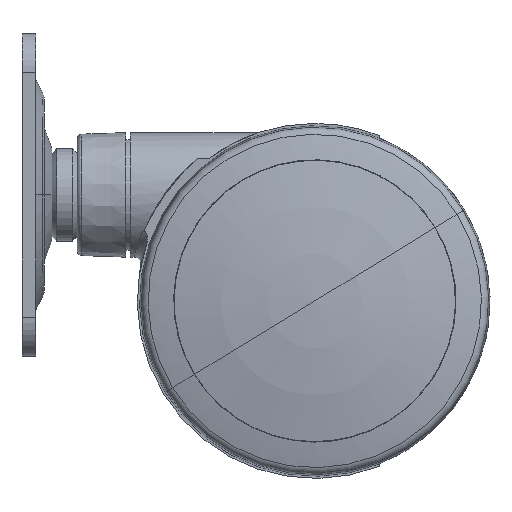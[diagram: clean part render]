
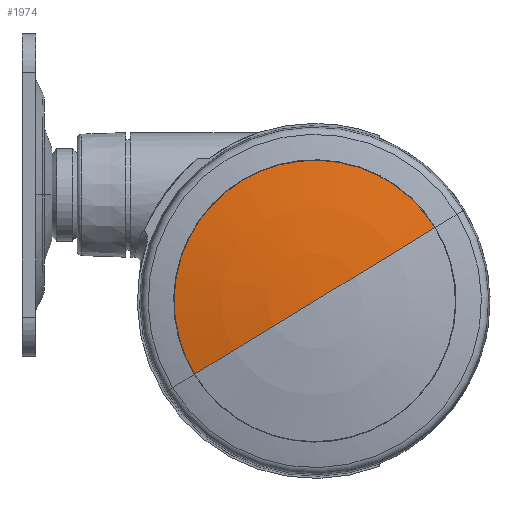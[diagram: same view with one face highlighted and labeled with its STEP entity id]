
A CAD part, left-side view. The second image highlights one B-rep face of the part: STEP entity #1974.
In plain terms, the highlighted toroidal (fillet/blend) face has major radius 0.067 mm and minor radius 145 mm.
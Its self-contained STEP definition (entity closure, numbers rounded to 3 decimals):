
#2 = CARTESIAN_POINT ( 'NONE',  ( -1.991, 30.452, -14.007 ) ) ;
#30 = CARTESIAN_POINT ( 'NONE',  ( -18.602, 24.252, -14.01 ) ) ;
#56 = CARTESIAN_POINT ( 'NONE',  ( -29.522, 7.918, -14.017 ) ) ;
#213 = CARTESIAN_POINT ( 'NONE',  ( -26.678, -14.792, -14.027 ) ) ;
#232 = CARTESIAN_POINT ( 'NONE',  ( -7.916, -29.522, -14.033 ) ) ;
#373 = AXIS2_PLACEMENT_3D ( 'NONE', #3061, #4628, #1113 ) ;
#397 = AXIS2_PLACEMENT_3D ( 'NONE', #605, #2184, #3747 ) ;
#408 = CARTESIAN_POINT ( 'NONE',  ( -13.943, 27.131, -14.009 ) ) ;
#436 = CARTESIAN_POINT ( 'NONE',  ( -27.364, 13.507, -14.015 ) ) ;
#592 = CARTESIAN_POINT ( 'NONE',  ( -28.564, -10.74, -14.025 ) ) ;
#605 = CARTESIAN_POINT ( 'NONE',  ( 0., -0.128, 127.75 ) ) ;
#613 = CARTESIAN_POINT ( 'NONE',  ( -13.499, -27.368, -14.032 ) ) ;
#779 = EDGE_CURVE ( 'NONE', #2727, #4783, #2608, .T. ) ;
#794 = CARTESIAN_POINT ( 'NONE',  ( -12.127, 27.99, -14.008 ) ) ;
#818 = CARTESIAN_POINT ( 'NONE',  ( -24.805, 17.775, -14.013 ) ) ;
#909 = B_SPLINE_CURVE_WITH_KNOTS ( 'NONE', 3,
 ( #1377, #2946, #4506, #986, #2552, #4124, #592, #2172, #3737, #213, #1784, #3356, #4914, #1401, #2967, #4529, #1010, #2571, #4142, #613, #2193, #3755, #232, #1808, #3380, #4937, #1420, #2990, #4552, #1034 ),
 .UNSPECIFIED., .F., .F.,
 ( 4, 2, 2, 2, 2, 2, 2, 2, 2, 2, 2, 2, 2, 2, 4 ),
 ( 0.167, 0.173, 0.176, 0.179, 0.182, 0.183, 0.185, 0.191, 0.197, 0.2, 0.203, 0.209, 0.21, 0.212, 0.215 ),
 .UNSPECIFIED. ) ;
#967 = DIRECTION ( 'NONE',  ( 0., -1., 0. ) ) ;
#986 = CARTESIAN_POINT ( 'NONE',  ( -29.723, -6.911, -14.023 ) ) ;
#1010 = CARTESIAN_POINT ( 'NONE',  ( -18.594, -24.258, -14.031 ) ) ;
#1034 = CARTESIAN_POINT ( 'NONE',  ( 0., -30.5, -14.034 ) ) ;
#1113 = DIRECTION ( 'NONE',  ( 0., 1., 0. ) ) ;
#1187 = CARTESIAN_POINT ( 'NONE',  ( -5.475, 30.009, -14.007 ) ) ;
#1193 = VERTEX_POINT ( 'NONE', #3354 ) ;
#1212 = CARTESIAN_POINT ( 'NONE',  ( -22.939, 20.107, -14.012 ) ) ;
#1238 = CARTESIAN_POINT ( 'NONE',  ( -30.5, 0.995, -14.02 ) ) ;
#1377 = CARTESIAN_POINT ( 'NONE',  ( -30.5, 0., -14.02 ) ) ;
#1401 = CARTESIAN_POINT ( 'NONE',  ( -24.254, -18.602, -14.028 ) ) ;
#1420 = CARTESIAN_POINT ( 'NONE',  ( -3.491, -30.304, -14.033 ) ) ;
#1519 = CARTESIAN_POINT ( 'NONE',  ( 0., 30.5, -14.007 ) ) ;
#1568 = CARTESIAN_POINT ( 'NONE',  ( -3.489, 30.304, -14.007 ) ) ;
#1595 = CARTESIAN_POINT ( 'NONE',  ( -20.142, 22.991, -14.01 ) ) ;
#1620 = CARTESIAN_POINT ( 'NONE',  ( -30.106, 4.989, -14.018 ) ) ;
#1629 = EDGE_LOOP ( 'NONE', ( #2576, #3565, #4467, #2940 ) ) ;
#1784 = CARTESIAN_POINT ( 'NONE',  ( -26.432, -15.226, -14.027 ) ) ;
#1808 = CARTESIAN_POINT ( 'NONE',  ( -5.474, -30.009, -14.033 ) ) ;
#1949 = CARTESIAN_POINT ( 'NONE',  ( 0., 30.5, -14.007 ) ) ;
#1974 = ADVANCED_FACE ( 'NONE', ( #3317 ), #2902, .T. ) ;
#1979 = CARTESIAN_POINT ( 'NONE',  ( -15.269, 26.422, -14.009 ) ) ;
#2008 = CARTESIAN_POINT ( 'NONE',  ( -27.797, 12.593, -14.015 ) ) ;
#2172 = CARTESIAN_POINT ( 'NONE',  ( -27.805, -12.575, -14.026 ) ) ;
#2184 = DIRECTION ( 'NONE',  ( -1., 0., 0. ) ) ;
#2193 = CARTESIAN_POINT ( 'NONE',  ( -12.585, -27.8, -14.032 ) ) ;
#2354 = EDGE_CURVE ( 'NONE', #1193, #4783, #909, .T. ) ;
#2370 = CARTESIAN_POINT ( 'NONE',  ( -12.585, 27.787, -14.008 ) ) ;
#2395 = CARTESIAN_POINT ( 'NONE',  ( -25.909, 16.124, -14.013 ) ) ;
#2552 = CARTESIAN_POINT ( 'NONE',  ( -29.478, -7.892, -14.024 ) ) ;
#2571 = CARTESIAN_POINT ( 'NONE',  ( -16.117, -25.913, -14.032 ) ) ;
#2576 = ORIENTED_EDGE ( 'NONE', *, *, #4709, .F. ) ;
#2608 = CIRCLE ( 'NONE', #397, 145. ) ;
#2727 = VERTEX_POINT ( 'NONE', #4624 ) ;
#2747 = CARTESIAN_POINT ( 'NONE',  ( -7.92, 29.521, -14.008 ) ) ;
#2777 = CARTESIAN_POINT ( 'NONE',  ( -23.265, 19.729, -14.012 ) ) ;
#2799 = CARTESIAN_POINT ( 'NONE',  ( -30.5, 0., -14.02 ) ) ;
#2812 = EDGE_CURVE ( 'NONE', #4745, #1193, #4768, .T. ) ;
#2902 = TOROIDAL_SURFACE ( 'NONE', #3547, 0.067, 145. ) ;
#2928 = CARTESIAN_POINT ( 'NONE',  ( 0., -0.061, 127.75 ) ) ;
#2940 = ORIENTED_EDGE ( 'NONE', *, *, #2812, .F. ) ;
#2946 = CARTESIAN_POINT ( 'NONE',  ( -30.5, -1.99, -14.021 ) ) ;
#2967 = CARTESIAN_POINT ( 'NONE',  ( -22.983, -20.151, -14.029 ) ) ;
#2990 = CARTESIAN_POINT ( 'NONE',  ( -1.991, -30.452, -14.033 ) ) ;
#3061 = CARTESIAN_POINT ( 'NONE',  ( 0., 0.006, 127.75 ) ) ;
#3136 = CARTESIAN_POINT ( 'NONE',  ( -3.99, 30.242, -14.007 ) ) ;
#3167 = CARTESIAN_POINT ( 'NONE',  ( -21.92, 21.214, -14.011 ) ) ;
#3192 = CARTESIAN_POINT ( 'NONE',  ( -30.254, 3.999, -14.019 ) ) ;
#3317 = FACE_OUTER_BOUND ( 'NONE', #1629, .T. ) ;
#3354 = CARTESIAN_POINT ( 'NONE',  ( -30.5, 0., -14.02 ) ) ;
#3356 = CARTESIAN_POINT ( 'NONE',  ( -25.918, -16.086, -14.027 ) ) ;
#3380 = CARTESIAN_POINT ( 'NONE',  ( -4.982, -30.095, -14.033 ) ) ;
#3521 = CARTESIAN_POINT ( 'NONE',  ( -0.994, 30.5, -14.007 ) ) ;
#3545 = CARTESIAN_POINT ( 'NONE',  ( -16.124, 25.909, -14.009 ) ) ;
#3547 = AXIS2_PLACEMENT_3D ( 'NONE', #2928, #4485, #967 ) ;
#3565 = ORIENTED_EDGE ( 'NONE', *, *, #779, .T. ) ;
#3574 = CARTESIAN_POINT ( 'NONE',  ( -28.945, 9.819, -14.016 ) ) ;
#3737 = CARTESIAN_POINT ( 'NONE',  ( -27.381, -13.473, -14.026 ) ) ;
#3747 = DIRECTION ( 'NONE',  ( 0., 0., 1. ) ) ;
#3755 = CARTESIAN_POINT ( 'NONE',  ( -9.816, -28.946, -14.033 ) ) ;
#3933 = CARTESIAN_POINT ( 'NONE',  ( -13.493, 27.358, -14.009 ) ) ;
#3962 = CARTESIAN_POINT ( 'NONE',  ( -26.421, 15.27, -14.014 ) ) ;
#4124 = CARTESIAN_POINT ( 'NONE',  ( -28.899, -9.804, -14.025 ) ) ;
#4142 = CARTESIAN_POINT ( 'NONE',  ( -15.264, -26.425, -14.032 ) ) ;
#4310 = CARTESIAN_POINT ( 'NONE',  ( -9.821, 28.945, -14.008 ) ) ;
#4339 = CARTESIAN_POINT ( 'NONE',  ( -24.213, 18.573, -14.012 ) ) ;
#4467 = ORIENTED_EDGE ( 'NONE', *, *, #2354, .F. ) ;
#4485 = DIRECTION ( 'NONE',  ( 0., 0., 1. ) ) ;
#4506 = CARTESIAN_POINT ( 'NONE',  ( -30.307, -3.967, -14.022 ) ) ;
#4529 = CARTESIAN_POINT ( 'NONE',  ( -20.135, -22.998, -14.03 ) ) ;
#4552 = CARTESIAN_POINT ( 'NONE',  ( -0.994, -30.5, -14.034 ) ) ;
#4624 = CARTESIAN_POINT ( 'NONE',  ( 0., 0.008, -17.25 ) ) ;
#4628 = DIRECTION ( 'NONE',  ( 1., 0., 0. ) ) ;
#4676 = CARTESIAN_POINT ( 'NONE',  ( 0., -30.5, -14.034 ) ) ;
#4701 = CARTESIAN_POINT ( 'NONE',  ( -4.982, 30.095, -14.007 ) ) ;
#4709 = EDGE_CURVE ( 'NONE', #2727, #4745, #4818, .T. ) ;
#4729 = CARTESIAN_POINT ( 'NONE',  ( -22.267, 20.849, -14.011 ) ) ;
#4745 = VERTEX_POINT ( 'NONE', #1519 ) ;
#4752 = CARTESIAN_POINT ( 'NONE',  ( -30.451, 1.994, -14.02 ) ) ;
#4768 = B_SPLINE_CURVE_WITH_KNOTS ( 'NONE', 3,
 ( #1949, #3521, #2, #1568, #3136, #4701, #1187, #2747, #4310, #794, #2370, #3933, #408, #1979, #3545, #30, #1595, #3167, #4729, #1212, #2777, #4339, #818, #2395, #3962, #436, #2008, #3574, #56, #1620, #3192, #4752, #1238, #2799 ),
 .UNSPECIFIED., .F., .F.,
 ( 4, 2, 2, 2, 2, 2, 2, 2, 2, 2, 2, 2, 2, 2, 2, 2, 4 ),
 ( 0.119, 0.122, 0.124, 0.125, 0.131, 0.133, 0.134, 0.137, 0.143, 0.145, 0.146, 0.149, 0.152, 0.155, 0.161, 0.164, 0.167 ),
 .UNSPECIFIED. ) ;
#4783 = VERTEX_POINT ( 'NONE', #4676 ) ;
#4818 = CIRCLE ( 'NONE', #373, 145. ) ;
#4914 = CARTESIAN_POINT ( 'NONE',  ( -25.649, -16.511, -14.027 ) ) ;
#4937 = CARTESIAN_POINT ( 'NONE',  ( -3.991, -30.242, -14.033 ) ) ;
